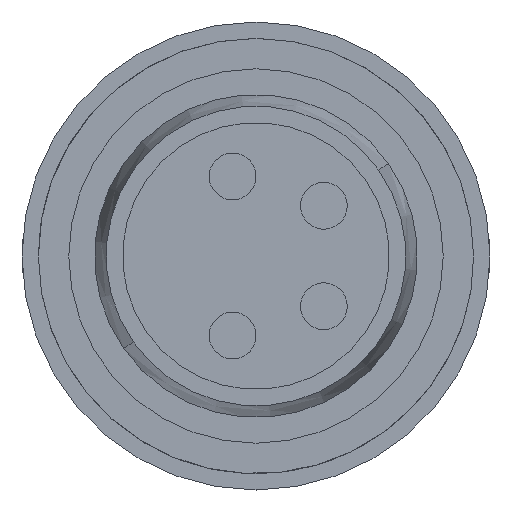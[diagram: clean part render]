
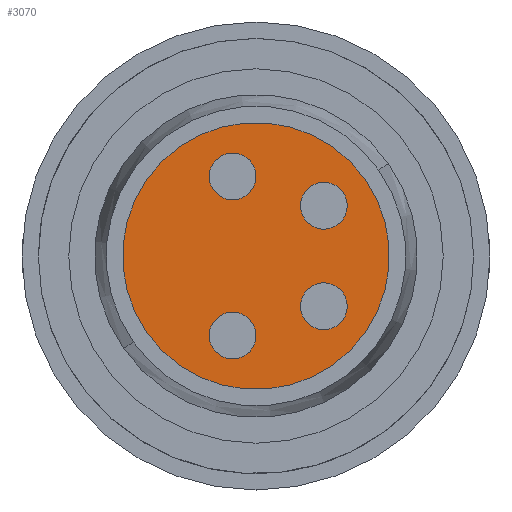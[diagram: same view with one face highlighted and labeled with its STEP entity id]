
A CAD part, left-side view. The second image highlights one B-rep face of the part: STEP entity #3070.
In plain terms, the highlighted planar face has unit normal (-1, 0, 0).
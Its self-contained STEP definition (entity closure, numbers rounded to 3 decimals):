
#2070=CARTESIAN_POINT('',(-33.7,2.335,
-1.635));
#2080=VERTEX_POINT('',#2070);
#2160=CARTESIAN_POINT('',(-33.7,-2.335,1.635));
#2170=VERTEX_POINT('',#2160);
#2200=CARTESIAN_POINT('',(-33.7,0.,
0.));
#2210=DIRECTION('',(1.,0.,0.));
#2220=DIRECTION('',(0.,-0.819,
0.574));
#2230=AXIS2_PLACEMENT_3D('',#2200,#2210,#2220);
#2240=CIRCLE('',#2230,2.85);
#2250=EDGE_CURVE('',#2080,#2170,#2240,.T.);
#2370=CARTESIAN_POINT('',(-33.7,1.178,-0.825));
#2380=DIRECTION('',(1.,0.,0.));
#2390=DIRECTION('',(0.,-0.819,
0.574));
#2400=AXIS2_PLACEMENT_3D('',#2370,#2380,#2390);
#2410=PLANE('',#2400);
#2420=CARTESIAN_POINT('',(-33.7,-1.45,-1.075));
#2430=DIRECTION('',(-1.,0.,0.));
#2440=DIRECTION('',(0.,0.574,
0.819));
#2450=AXIS2_PLACEMENT_3D('',#2420,#2430,#2440);
#2460=CIRCLE('',#2450,0.5);
#2470=CARTESIAN_POINT('',(-33.7,-1.163,-0.665));
#2480=VERTEX_POINT('',#2470);
#2490=CARTESIAN_POINT('',(-33.7,-1.737,-1.485));
#2500=VERTEX_POINT('',#2490);
#2510=EDGE_CURVE('',#2480,#2500,#2460,.T.);
#2520=ORIENTED_EDGE('',*,*,#2510,.F.);
#2530=EDGE_CURVE('',#2500,#2480,#2460,.T.);
#2540=ORIENTED_EDGE('',*,*,#2530,.F.);
#2550=EDGE_LOOP('',(#2540,#2520));
#2560=FACE_BOUND('',#2550,.T.);
#2570=CARTESIAN_POINT('',(-33.7,0.5,1.7));
#2580=DIRECTION('',(-1.,0.,0.));
#2590=DIRECTION('',(0.,0.574,
0.819));
#2600=AXIS2_PLACEMENT_3D('',#2570,#2580,#2590);
#2610=CIRCLE('',#2600,0.5);
#2620=CARTESIAN_POINT('',(-33.7,0.787,2.11));
#2630=VERTEX_POINT('',#2620);
#2640=CARTESIAN_POINT('',(-33.7,0.213,1.29));
#2650=VERTEX_POINT('',#2640);
#2660=EDGE_CURVE('',#2630,#2650,#2610,.T.);
#2670=ORIENTED_EDGE('',*,*,#2660,.F.);
#2680=EDGE_CURVE('',#2650,#2630,#2610,.T.);
#2690=ORIENTED_EDGE('',*,*,#2680,.F.);
#2700=EDGE_LOOP('',(#2690,#2670));
#2710=FACE_BOUND('',#2700,.T.);
#2720=CARTESIAN_POINT('',(-33.7,0.5,
-1.7));
#2730=DIRECTION('',(-1.,0.,0.));
#2740=DIRECTION('',(0.,0.574,
0.819));
#2750=AXIS2_PLACEMENT_3D('',#2720,#2730,#2740);
#2760=CIRCLE('',#2750,0.5);
#2770=CARTESIAN_POINT('',(-33.7,0.787,-1.29));
#2780=VERTEX_POINT('',#2770);
#2790=CARTESIAN_POINT('',(-33.7,0.213,
-2.11));
#2800=VERTEX_POINT('',#2790);
#2810=EDGE_CURVE('',#2780,#2800,#2760,.T.);
#2820=ORIENTED_EDGE('',*,*,#2810,.F.);
#2830=EDGE_CURVE('',#2800,#2780,#2760,.T.);
#2840=ORIENTED_EDGE('',*,*,#2830,.F.);
#2850=EDGE_LOOP('',(#2840,#2820));
#2860=FACE_BOUND('',#2850,.T.);
#2870=CARTESIAN_POINT('',(-33.7,-1.45,1.075));
#2880=DIRECTION('',(-1.,0.,0.));
#2890=DIRECTION('',(0.,0.574,
0.819));
#2900=AXIS2_PLACEMENT_3D('',#2870,#2880,#2890);
#2910=CIRCLE('',#2900,0.5);
#2920=CARTESIAN_POINT('',(-33.7,-1.163,1.485));
#2930=VERTEX_POINT('',#2920);
#2940=CARTESIAN_POINT('',(-33.7,-1.737,0.665));
#2950=VERTEX_POINT('',#2940);
#2960=EDGE_CURVE('',#2930,#2950,#2910,.T.);
#2970=ORIENTED_EDGE('',*,*,#2960,.F.);
#2980=EDGE_CURVE('',#2950,#2930,#2910,.T.);
#2990=ORIENTED_EDGE('',*,*,#2980,.F.);
#3000=EDGE_LOOP('',(#2990,#2970));
#3010=FACE_BOUND('',#3000,.T.);
#3020=EDGE_CURVE('',#2170,#2080,#2240,.T.);
#3030=ORIENTED_EDGE('',*,*,#3020,.F.);
#3040=ORIENTED_EDGE('',*,*,#2250,.F.);
#3050=EDGE_LOOP('',(#3040,#3030));
#3060=FACE_OUTER_BOUND('',#3050,.T.);
#3070=ADVANCED_FACE('',(#2560,#2710,#2860,#3010,#3060),#2410,.F.);
